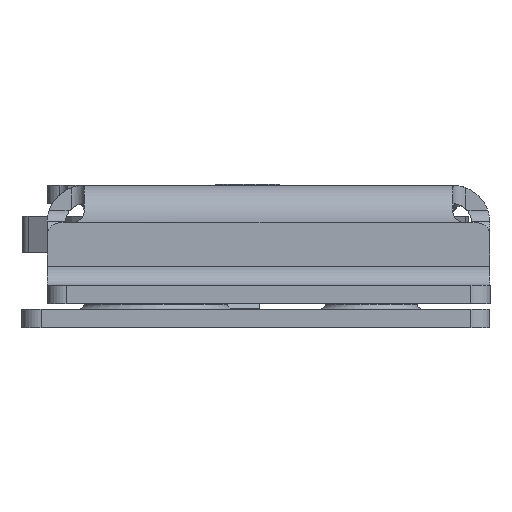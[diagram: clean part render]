
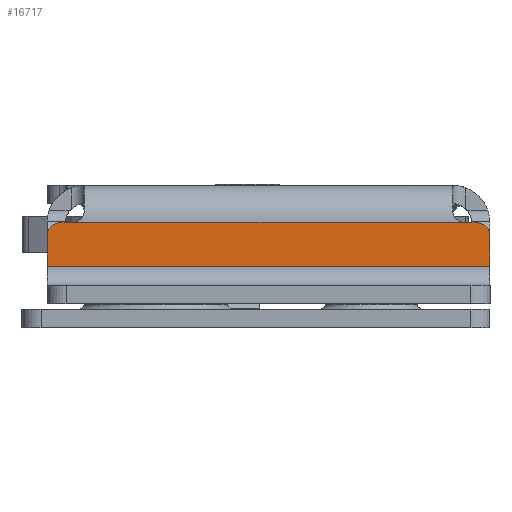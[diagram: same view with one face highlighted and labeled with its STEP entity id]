
A CAD part, left-side view. The second image highlights one B-rep face of the part: STEP entity #16717.
In plain terms, the highlighted planar face has unit normal (-1, 0, 0).
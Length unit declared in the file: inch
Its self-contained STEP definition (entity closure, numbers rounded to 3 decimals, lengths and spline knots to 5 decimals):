
#1231=LINE('',#27389,#2486);
#1250=LINE('',#27628,#2505);
#1253=LINE('',#27659,#2508);
#1278=LINE('',#27809,#2533);
#1301=LINE('',#27921,#2556);
#1302=LINE('',#27922,#2557);
#2486=VECTOR('',#20096,0.3937);
#2505=VECTOR('',#20149,0.3937);
#2508=VECTOR('',#20164,0.3937);
#2533=VECTOR('',#20233,0.3937);
#2556=VECTOR('',#20316,0.3937);
#2557=VECTOR('',#20317,0.3937);
#4195=FACE_OUTER_BOUND('',#5256,.T.);
#5256=EDGE_LOOP('',(#12276,#12277,#12278,#12279,#12280,#12281,#12282,#12283));
#6098=CIRCLE('',#17845,0.0625);
#6106=CIRCLE('',#17859,0.0625);
#7057=VERTEX_POINT('',#27377);
#7058=VERTEX_POINT('',#27388);
#7090=VERTEX_POINT('',#27623);
#7095=VERTEX_POINT('',#27657);
#7113=VERTEX_POINT('',#27806);
#7114=VERTEX_POINT('',#27808);
#7131=VERTEX_POINT('',#27870);
#7147=VERTEX_POINT('',#27920);
#8884=EDGE_CURVE('',#7058,#7057,#1231,.T.);
#8927=EDGE_CURVE('',#7058,#7090,#1250,.T.);
#8934=EDGE_CURVE('',#7057,#7095,#1253,.T.);
#8973=EDGE_CURVE('',#7113,#7114,#1278,.T.);
#8979=EDGE_CURVE('',#7095,#7114,#6098,.T.);
#8998=EDGE_CURVE('',#7131,#7090,#6106,.T.);
#9019=EDGE_CURVE('',#7113,#7147,#1301,.T.);
#9020=EDGE_CURVE('',#7131,#7147,#1302,.T.);
#12276=ORIENTED_EDGE('',*,*,#9019,.T.);
#12277=ORIENTED_EDGE('',*,*,#9020,.F.);
#12278=ORIENTED_EDGE('',*,*,#8998,.T.);
#12279=ORIENTED_EDGE('',*,*,#8927,.F.);
#12280=ORIENTED_EDGE('',*,*,#8884,.T.);
#12281=ORIENTED_EDGE('',*,*,#8934,.T.);
#12282=ORIENTED_EDGE('',*,*,#8979,.T.);
#12283=ORIENTED_EDGE('',*,*,#8973,.F.);
#15154=PLANE('',#17871);
#16717=ADVANCED_FACE('',(#4195),#15154,.F.);
#17845=AXIS2_PLACEMENT_3D('',#27819,#20243,#20244);
#17859=AXIS2_PLACEMENT_3D('',#27871,#20279,#20280);
#17871=AXIS2_PLACEMENT_3D('',#27919,#20314,#20315);
#20096=DIRECTION('',(0.,1.,0.));
#20149=DIRECTION('',(0.,-1.,0.));
#20164=DIRECTION('',(0.,1.,0.));
#20233=DIRECTION('',(0.,0.,1.));
#20243=DIRECTION('center_axis',(-1.,0.,0.));
#20244=DIRECTION('ref_axis',(0.,0.707,0.707));
#20279=DIRECTION('center_axis',(-1.,0.,0.));
#20280=DIRECTION('ref_axis',(0.,-0.707,0.707));
#20314=DIRECTION('center_axis',(1.,0.,0.));
#20315=DIRECTION('ref_axis',(0.,0.,
-1.));
#20316=DIRECTION('',(0.,-1.,0.));
#20317=DIRECTION('',(0.,0.,-1.));
#27377=CARTESIAN_POINT('',(-1.60681,0.413,0.42475));
#27388=CARTESIAN_POINT('',(-1.60681,-1.5215,0.42475));
#27389=CARTESIAN_POINT('',(-1.60681,0.3505,0.42475));
#27623=CARTESIAN_POINT('',(-1.60681,-1.58025,0.42475));
#27628=CARTESIAN_POINT('',(-1.60681,-1.459,0.42475));
#27657=CARTESIAN_POINT('',(-1.60681,0.47175,0.42475));
#27659=CARTESIAN_POINT('',(-1.60681,0.3505,0.42475));
#27806=CARTESIAN_POINT('',(-1.60681,0.53425,0.21125));
#27808=CARTESIAN_POINT('',(-1.60681,0.53425,0.36225));
#27809=CARTESIAN_POINT('',(-1.60681,0.53425,0.12681));
#27819=CARTESIAN_POINT('Origin',(-1.60681,0.47175,0.36225));
#27870=CARTESIAN_POINT('',(-1.60681,-1.64275,0.36225));
#27871=CARTESIAN_POINT('Origin',(-1.60681,-1.58025,0.36225));
#27919=CARTESIAN_POINT('Origin',(-1.60681,-1.64275,0.6085));
#27920=CARTESIAN_POINT('',(-1.60681,-1.64275,0.21125));
#27921=CARTESIAN_POINT('',(-1.60681,-1.0985,0.21125));
#27922=CARTESIAN_POINT('',(-1.60681,-1.64275,0.32544));
